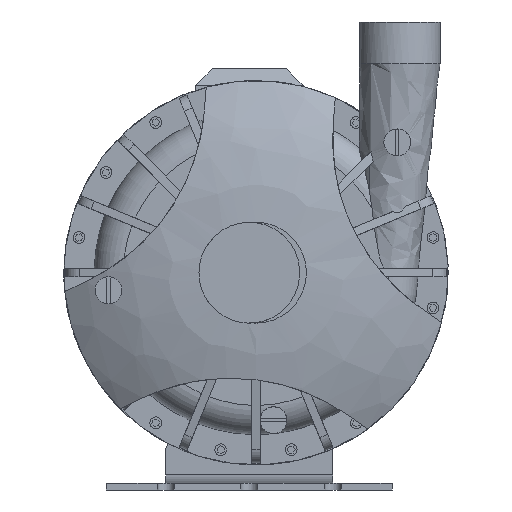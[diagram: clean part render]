
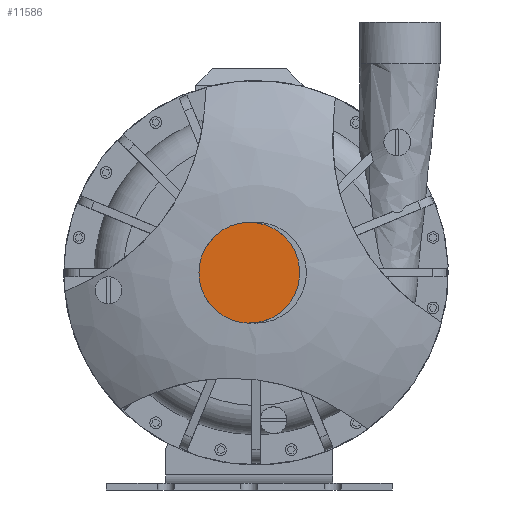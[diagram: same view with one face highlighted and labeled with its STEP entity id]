
A CAD part, left-side view. The second image highlights one B-rep face of the part: STEP entity #11586.
In plain terms, the highlighted planar face has unit normal (-1, 0, 0).
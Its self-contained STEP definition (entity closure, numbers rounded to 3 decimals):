
#426=PLANE($,#12441);
#821=CIRCLE($,#12440,30.15);
#1368=FACE_OUTER_BOUND($,#2073,.T.);
#2073=EDGE_LOOP($,(#9377));
#5457=VERTEX_POINT($,#19523);
#6862=EDGE_CURVE($,#5457,#5457,#821,.T.);
#9377=ORIENTED_EDGE($,*,*,#6862,.F.);
#11586=ADVANCED_FACE($,(#1368),#426,.T.);
#12440=AXIS2_PLACEMENT_3D($,#19524,#14537,#14538);
#12441=AXIS2_PLACEMENT_3D($,#19525,#14539,#14540);
#14537=DIRECTION('center_axis',(1.,0.,0.));
#14538=DIRECTION('ref_axis',(0.,-1.,0.));
#14539=DIRECTION('center_axis',(-1.,0.,0.));
#14540=DIRECTION('ref_axis',(0.,0.,1.));
#19523=CARTESIAN_POINT('',(-70.,30.15,130.));
#19524=CARTESIAN_POINT('Origin',(-70.,0.,130.));
#19525=CARTESIAN_POINT('Origin',(-70.,0.,130.));
